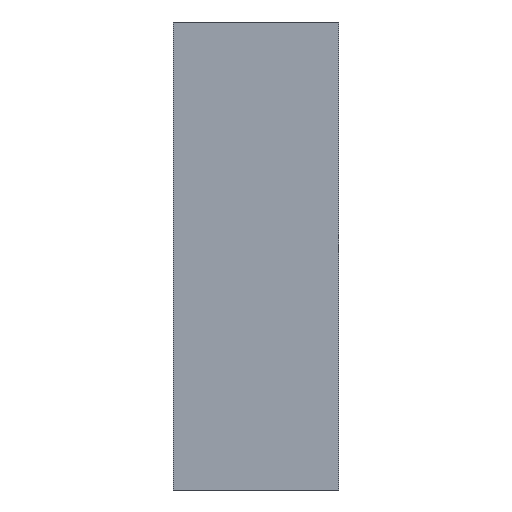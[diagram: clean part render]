
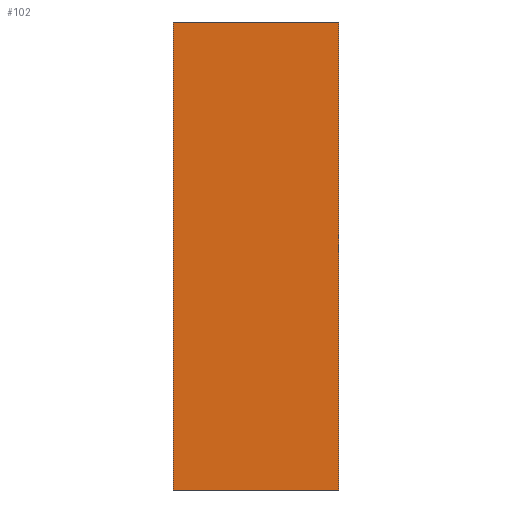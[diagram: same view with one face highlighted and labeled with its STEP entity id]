
A CAD part, front view. The second image highlights one B-rep face of the part: STEP entity #102.
In plain terms, the highlighted planar face has unit normal (0, -1, 0).
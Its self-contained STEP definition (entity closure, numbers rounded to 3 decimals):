
#19=FACE_OUTER_BOUND('',#25,.T.);
#25=EDGE_LOOP('',(#82,#83,#84,#85));
#32=LINE('',#164,#42);
#36=LINE('',#174,#46);
#37=LINE('',#177,#47);
#38=LINE('',#178,#48);
#42=VECTOR('',#135,10.);
#46=VECTOR('',#145,10.);
#47=VECTOR('',#148,10.);
#48=VECTOR('',#149,10.);
#50=VERTEX_POINT('',#157);
#53=VERTEX_POINT('',#162);
#56=VERTEX_POINT('',#172);
#57=VERTEX_POINT('',#176);
#61=EDGE_CURVE('',#53,#50,#32,.T.);
#66=EDGE_CURVE('',#53,#56,#36,.T.);
#67=EDGE_CURVE('',#57,#56,#37,.T.);
#68=EDGE_CURVE('',#50,#57,#38,.T.);
#82=ORIENTED_EDGE('',*,*,#66,.T.);
#83=ORIENTED_EDGE('',*,*,#67,.F.);
#84=ORIENTED_EDGE('',*,*,#68,.F.);
#85=ORIENTED_EDGE('',*,*,#61,.F.);
#96=PLANE('',#124);
#102=ADVANCED_FACE('',(#19),#96,.T.);
#124=AXIS2_PLACEMENT_3D('',#175,#146,#147);
#135=DIRECTION('',(0.,0.,1.));
#145=DIRECTION('',(1.,0.,0.));
#146=DIRECTION('center_axis',(0.,-1.,0.));
#147=DIRECTION('ref_axis',(0.,0.,-1.));
#148=DIRECTION('',(0.,0.,-1.));
#149=DIRECTION('',(1.,0.,0.));
#157=CARTESIAN_POINT('',(-100.,-20.,0.));
#162=CARTESIAN_POINT('',(-100.,-20.,-565.359));
#164=CARTESIAN_POINT('',(-100.,-20.,-565.359));
#172=CARTESIAN_POINT('',(100.,-20.,-565.359));
#174=CARTESIAN_POINT('',(0.,-20.,-565.359));
#175=CARTESIAN_POINT('Origin',(0.,-20.,0.));
#176=CARTESIAN_POINT('',(100.,-20.,0.));
#177=CARTESIAN_POINT('',(100.,-20.,-565.359));
#178=CARTESIAN_POINT('',(0.,-20.,0.));
